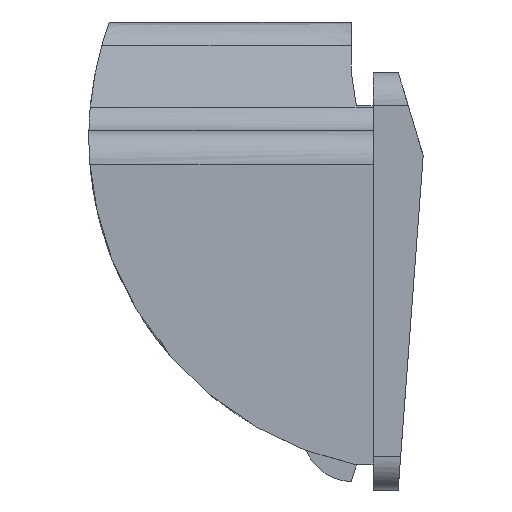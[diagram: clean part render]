
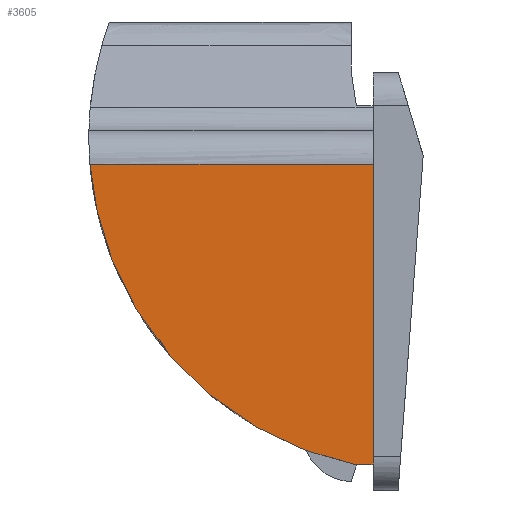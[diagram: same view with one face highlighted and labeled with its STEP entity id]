
A CAD part, left-side view. The second image highlights one B-rep face of the part: STEP entity #3605.
In plain terms, the highlighted free-form (B-spline) face has degree [1, 1] with [2, 2] control points.
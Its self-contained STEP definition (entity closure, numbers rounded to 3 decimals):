
#58=CARTESIAN_POINT('',(-48.5,16.936,-8.5));
#59=VERTEX_POINT('',#58);
#92=CARTESIAN_POINT('',(-48.5,0.0,-8.5));
#93=VERTEX_POINT('',#92);
#94=CARTESIAN_POINT('',(-48.5,0.0,-8.5));
#95=CARTESIAN_POINT('',(-48.5,16.936,-8.5));
#96=QUASI_UNIFORM_CURVE('',1,(#94,#95),.UNSPECIFIED.,.F.,.U.);
#97=EDGE_CURVE('',#93,#59,#96,.T.);
#3570=CARTESIAN_POINT('',(-48.5,-0.846,-27.399));
#3571=CARTESIAN_POINT('',(-48.5,17.782,-27.399));
#3572=CARTESIAN_POINT('',(-48.5,-0.846,-7.601));
#3573=CARTESIAN_POINT('',(-48.5,17.782,-7.601));
#3574=B_SPLINE_SURFACE_WITH_KNOTS('',1,1,((#3570,#3572),(#3571,#3573)),.UNSPECIFIED.,.F.,.F.,.U.,(2,2),(2,2),(0.0,18.628),(0.0,19.798),.UNSPECIFIED.);
#3575=CARTESIAN_POINT('',(-48.5,0.0,-26.5));
#3576=VERTEX_POINT('',#3575);
#3577=CARTESIAN_POINT('',(-48.5,0.0,-26.5));
#3578=CARTESIAN_POINT('',(-48.5,0.0,-8.5));
#3579=QUASI_UNIFORM_CURVE('',1,(#3577,#3578),.UNSPECIFIED.,.F.,.U.);
#3580=EDGE_CURVE('',#3576,#93,#3579,.T.);
#3581=ORIENTED_EDGE('',*,*,#3580,.T.);
#3582=ORIENTED_EDGE('',*,*,#97,.T.);
#3583=CARTESIAN_POINT('',(-48.5,1.,-26.5));
#3584=VERTEX_POINT('',#3583);
#3585=CARTESIAN_POINT('',(-48.5,1.,-26.5));
#3586=CARTESIAN_POINT('',(-48.5,15.736,-23.492));
#3587=CARTESIAN_POINT('',(-48.5,16.936,-8.5));
#3595=(BOUNDED_CURVE()B_SPLINE_CURVE(2,(#3585,#3586,#3587),.UNSPECIFIED.,.F.,.U.)CURVE()GEOMETRIC_REPRESENTATION_ITEM()QUASI_UNIFORM_CURVE()RATIONAL_B_SPLINE_CURVE((1.0,0.799,1.0))REPRESENTATION_ITEM(''));
#3596=EDGE_CURVE('',#3584,#59,#3595,.T.);
#3597=ORIENTED_EDGE('',*,*,#3596,.F.);
#3598=CARTESIAN_POINT('',(-48.5,1.,-26.5));
#3599=CARTESIAN_POINT('',(-48.5,0.0,-26.5));
#3600=QUASI_UNIFORM_CURVE('',1,(#3598,#3599),.UNSPECIFIED.,.F.,.U.);
#3601=EDGE_CURVE('',#3584,#3576,#3600,.T.);
#3602=ORIENTED_EDGE('',*,*,#3601,.T.);
#3603=EDGE_LOOP('',(#3581,#3582,#3597,#3602));
#3604=FACE_OUTER_BOUND('',#3603,.T.);
#3605=ADVANCED_FACE('',(#3604),#3574,.F.);
